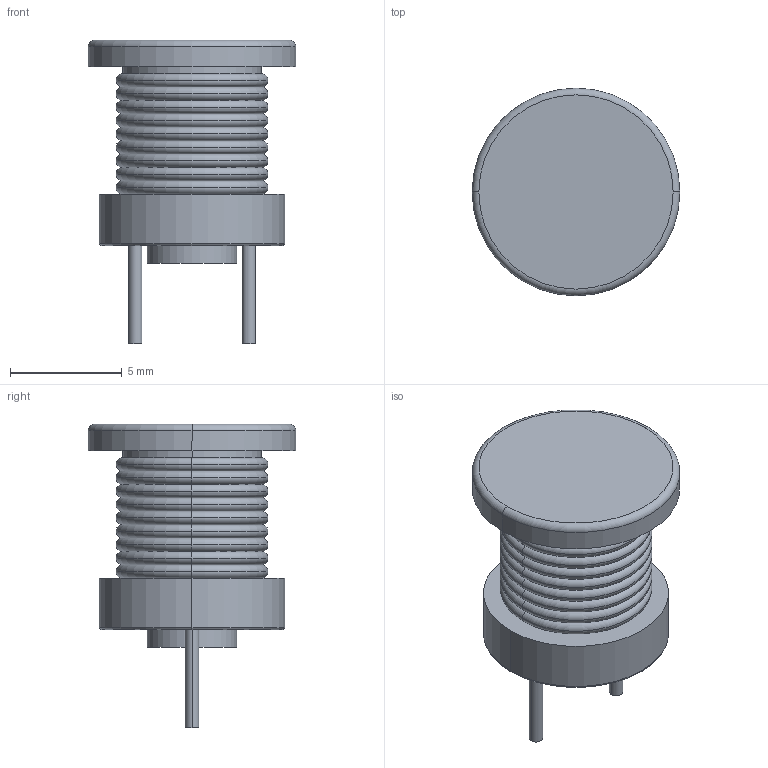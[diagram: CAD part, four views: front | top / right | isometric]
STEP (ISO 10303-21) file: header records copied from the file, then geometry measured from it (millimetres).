
FILE_DESCRIPTION((''),'2;1');
FILE_NAME('INDRD_WURTH_WE-TI.stp','2009-08-26T18:11:20',(''),(''),'Mechanical Desktop 2006','Mechanical Desktop 2006',', , ');
FILE_SCHEMA(('AUTOMOTIVE_DESIGN { 1 2 10303 214 0 1 1 1 }'));
Length unit declared in the file: millimetre
Products named in the file (1): Product
Bounding box: 9.3 x 9.3 x 13.6 mm (x, y, z)
Volume: 439.5 mm3; surface area: 888.9 mm2
Topology: 15 solids, 15 shells, 64 faces, 116 edges, 64 vertices
Faces by surface type: torus 40, cylinder 12, plane 12
Entity records: 1665 total; most frequent: DIRECTION 350, CARTESIAN_POINT 245, ORIENTED_EDGE 232, AXIS2_PLACEMENT_3D 169, EDGE_CURVE 116, CIRCLE 104, VERTEX_POINT 64, EDGE_LOOP 64
